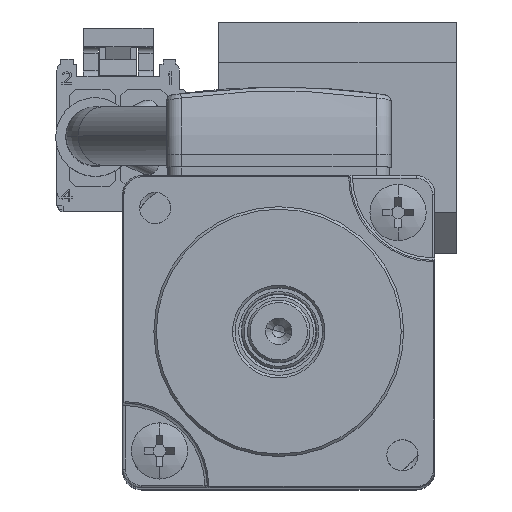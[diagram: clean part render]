
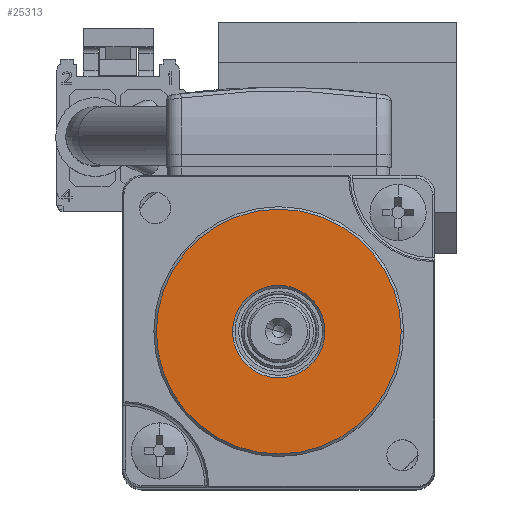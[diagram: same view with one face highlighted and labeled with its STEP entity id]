
A CAD part, top view. The second image highlights one B-rep face of the part: STEP entity #25313.
In plain terms, the highlighted planar face has unit normal (0, 0, 1).
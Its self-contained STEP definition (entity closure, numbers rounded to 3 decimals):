
#25239=CARTESIAN_POINT('',(-9.8,0.,39.625));
#25240=VERTEX_POINT('',#25239);
#25241=CARTESIAN_POINT('',(9.8,0.,39.625));
#25242=VERTEX_POINT('',#25241);
#25243=CARTESIAN_POINT('',(0.,0.,39.625));
#25244=DIRECTION('',(-1.,0.,0.));
#25245=DIRECTION('',(0.,0.,-1.));
#25246=AXIS2_PLACEMENT_3D('',#25243,#25245,#25244);
#25247=CIRCLE('',#25246,9.8);
#25248=EDGE_CURVE('',#25240,#25242,#25247,.T.);
#25272=CARTESIAN_POINT('',(0.,0.,39.625));
#25273=DIRECTION('',(1.,0.,0.));
#25274=DIRECTION('',(-0.,0.,-1.));
#25275=AXIS2_PLACEMENT_3D('',#25272,#25274,#25273);
#25276=CIRCLE('',#25275,9.8);
#25277=EDGE_CURVE('',#25242,#25240,#25276,.T.);
#25284=CARTESIAN_POINT('',(0.,0.,39.625));
#25285=DIRECTION('',(1.,0.,0.));
#25286=DIRECTION('',(0.,-0.,1.));
#25287=AXIS2_PLACEMENT_3D('',#25284,#25286,#25285);
#25288=PLANE('',#25287);
#25289=ORIENTED_EDGE('',*,*,#25277,.F.);
#25290=ORIENTED_EDGE('',*,*,#25248,.F.);
#25291=EDGE_LOOP('',(#25289,#25290));
#25292=FACE_OUTER_BOUND('',#25291,.T.);
#25293=CARTESIAN_POINT('',(-3.7,0.,39.625));
#25294=VERTEX_POINT('',#25293);
#25295=CARTESIAN_POINT('',(3.7,0.,39.625));
#25296=VERTEX_POINT('',#25295);
#25297=CARTESIAN_POINT('',(0.,0.,39.625));
#25298=DIRECTION('',(-1.,0.,0.));
#25299=DIRECTION('',(-0.,0.,1.));
#25300=AXIS2_PLACEMENT_3D('',#25297,#25299,#25298);
#25301=CIRCLE('',#25300,3.7);
#25302=EDGE_CURVE('',#25294,#25296,#25301,.T.);
#25303=ORIENTED_EDGE('',*,*,#25302,.F.);
#25304=CARTESIAN_POINT('',(0.,0.,39.625));
#25305=DIRECTION('',(-1.,0.,0.));
#25306=DIRECTION('',(0.,0.,-1.));
#25307=AXIS2_PLACEMENT_3D('',#25304,#25306,#25305);
#25308=CIRCLE('',#25307,3.7);
#25309=EDGE_CURVE('',#25294,#25296,#25308,.T.);
#25310=ORIENTED_EDGE('',*,*,#25309,.T.);
#25311=EDGE_LOOP('',(#25303,#25310));
#25312=FACE_BOUND('',#25311,.T.);
#25313=ADVANCED_FACE('',(#25292,#25312),#25288,.T.);
